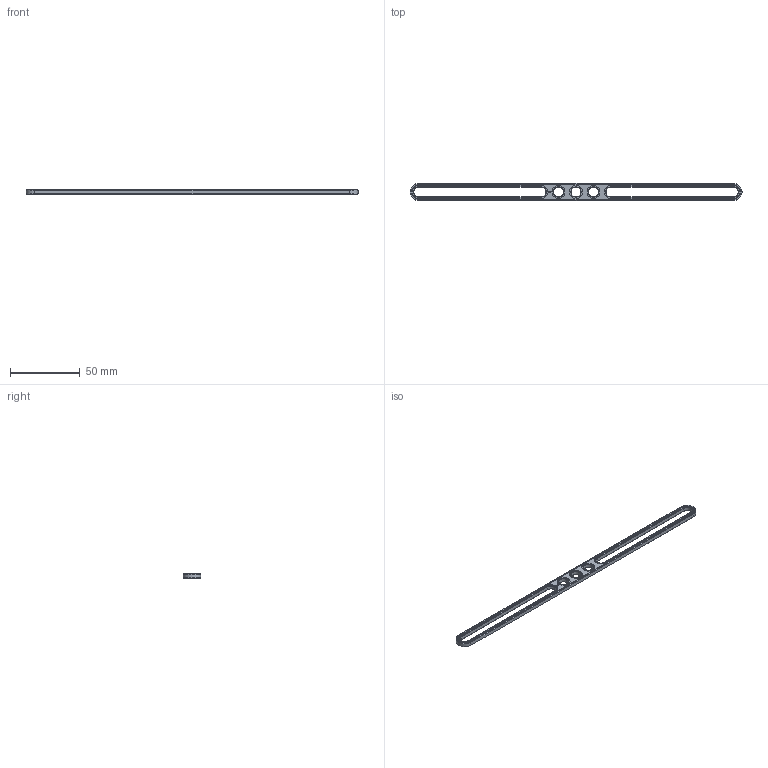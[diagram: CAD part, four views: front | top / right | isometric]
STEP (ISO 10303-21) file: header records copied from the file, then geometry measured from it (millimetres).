
FILE_DESCRIPTION(('FreeCAD Model'),'2;1');
FILE_NAME('Open CASCADE Shape Model','2023-01-08T23:31:38',(''),(''), 'Open CASCADE STEP processor 7.6','FreeCAD','Unknown');
FILE_SCHEMA(('AUTOMOTIVE_DESIGN { 1 0 10303 214 1 1 1 1 }'));
Length unit declared in the file: millimetre
Products named in the file (1): Brace STR SLT BE ERR BU19x01x00.25x08 - SPN-BRC-0363 (stemfie.org)
Bounding box: 237.5 x 12.5 x 3.12 mm (x, y, z)
Volume: 4565.8 mm3; surface area: 5865.6 mm2
Topology: 1 solids, 1 shells, 626 faces, 1728 edges, 1143 vertices
Faces by surface type: plane 344, extrusion 246, cone 18, cylinder 18
Full cylindrical faces by diameter (mm): 7 x3, 9.2 x3
Entity records: 44113 total; most frequent: CARTESIAN_POINT 11519, DIRECTION 5008, VECTOR 4102, LINE 3856, ORIENTED_EDGE 3456, PCURVE 3456, DEFINITIONAL_REPRESENTATION 3456, EDGE_CURVE 1728
